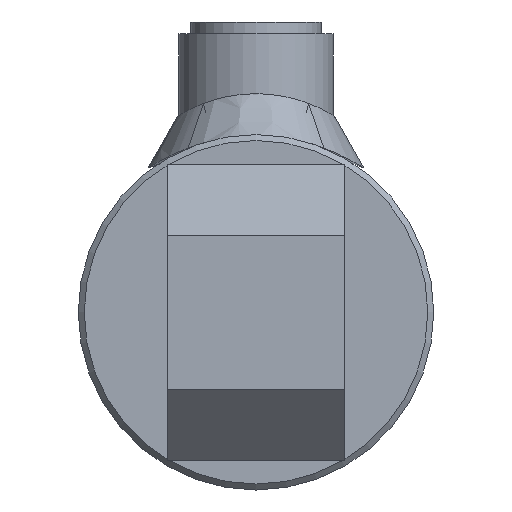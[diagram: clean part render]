
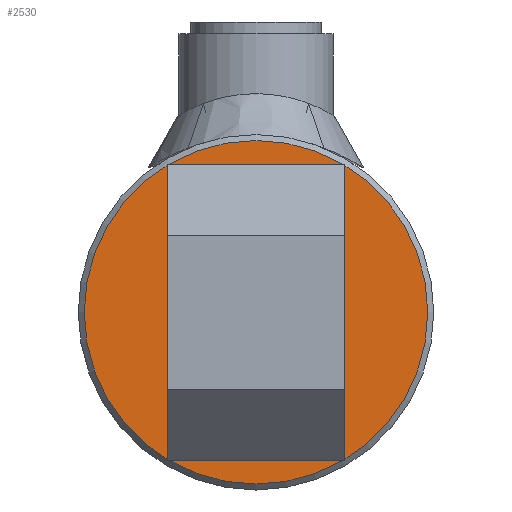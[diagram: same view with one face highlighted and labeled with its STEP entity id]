
A CAD part, left-side view. The second image highlights one B-rep face of the part: STEP entity #2530.
In plain terms, the highlighted planar face has unit normal (-1, 0, 0).
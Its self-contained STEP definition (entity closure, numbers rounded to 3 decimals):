
#337=PLANE('',#3708);
#772=ORIENTED_EDGE('',*,*,#1069,.T.);
#1069=EDGE_CURVE('',#1311,#1311,#1498,.T.);
#1311=VERTEX_POINT('',#6846);
#1498=CIRCLE('',#3709,29.);
#1863=EDGE_LOOP('',(#772));
#2263=FACE_BOUND('',#1863,.T.);
#2530=ADVANCED_FACE('',(#2263),#337,.T.);
#3708=AXIS2_PLACEMENT_3D('',#6844,#4465,#4466);
#3709=AXIS2_PLACEMENT_3D('',#6845,#4467,#4468);
#4465=DIRECTION('',(-1.,0.,0.));
#4466=DIRECTION('',(0.,-1.,0.));
#4467=DIRECTION('',(-1.,0.,0.));
#4468=DIRECTION('',(0.,-1.,0.));
#6844=CARTESIAN_POINT('',(-360.,0.,0.));
#6845=CARTESIAN_POINT('',(-360.,0.,0.));
#6846=CARTESIAN_POINT('',(-360.,-29.,0.));
